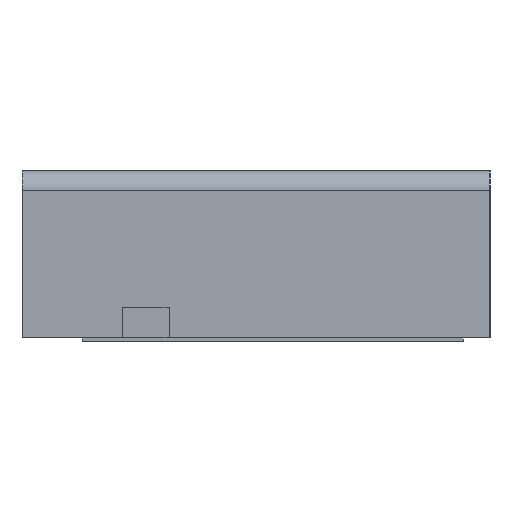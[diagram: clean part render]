
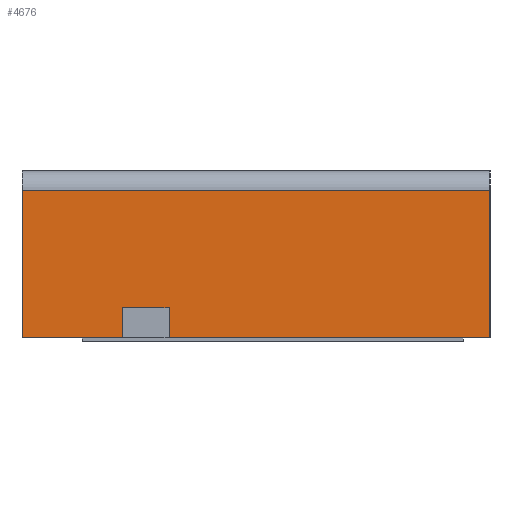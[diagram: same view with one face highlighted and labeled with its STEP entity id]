
A CAD part, left-side view. The second image highlights one B-rep face of the part: STEP entity #4676.
In plain terms, the highlighted planar face has unit normal (-1, 0, 0).
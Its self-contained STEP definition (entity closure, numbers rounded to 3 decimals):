
#538=FACE_OUTER_BOUND('',#803,.T.);
#803=EDGE_LOOP('',(#3280,#3281,#3282,#3283,#3284,#3285,#3286,#3287));
#1037=LINE('',#5779,#1447);
#1135=LINE('',#6032,#1545);
#1139=LINE('',#6040,#1549);
#1142=LINE('',#6046,#1552);
#1146=LINE('',#6053,#1556);
#1147=LINE('',#6055,#1557);
#1148=LINE('',#6057,#1558);
#1149=LINE('',#6058,#1559);
#1447=VECTOR('',#5071,10.);
#1545=VECTOR('',#5283,10.);
#1549=VECTOR('',#5289,10.);
#1552=VECTOR('',#5294,10.);
#1556=VECTOR('',#5302,10.);
#1557=VECTOR('',#5303,10.);
#1558=VECTOR('',#5304,10.);
#1559=VECTOR('',#5305,10.);
#1857=VERTEX_POINT('',#5777);
#1858=VERTEX_POINT('',#5778);
#1937=VERTEX_POINT('',#6030);
#1938=VERTEX_POINT('',#6031);
#1941=VERTEX_POINT('',#6039);
#1943=VERTEX_POINT('',#6045);
#1945=VERTEX_POINT('',#6054);
#1946=VERTEX_POINT('',#6056);
#2335=EDGE_CURVE('',#1857,#1858,#1037,.T.);
#2452=EDGE_CURVE('',#1937,#1938,#1135,.T.);
#2456=EDGE_CURVE('',#1941,#1937,#1139,.T.);
#2459=EDGE_CURVE('',#1943,#1941,#1142,.T.);
#2463=EDGE_CURVE('',#1938,#1858,#1146,.T.);
#2464=EDGE_CURVE('',#1857,#1945,#1147,.T.);
#2465=EDGE_CURVE('',#1946,#1945,#1148,.T.);
#2466=EDGE_CURVE('',#1946,#1943,#1149,.T.);
#3280=ORIENTED_EDGE('',*,*,#2459,.T.);
#3281=ORIENTED_EDGE('',*,*,#2456,.T.);
#3282=ORIENTED_EDGE('',*,*,#2452,.T.);
#3283=ORIENTED_EDGE('',*,*,#2463,.T.);
#3284=ORIENTED_EDGE('',*,*,#2335,.F.);
#3285=ORIENTED_EDGE('',*,*,#2464,.T.);
#3286=ORIENTED_EDGE('',*,*,#2465,.F.);
#3287=ORIENTED_EDGE('',*,*,#2466,.T.);
#4498=PLANE('',#4965);
#4676=ADVANCED_FACE('',(#538),#4498,.T.);
#4965=AXIS2_PLACEMENT_3D('',#6052,#5300,#5301);
#5071=DIRECTION('',(0.,0.,-1.));
#5283=DIRECTION('',(0.,0.,-1.));
#5289=DIRECTION('',(0.,-1.,0.));
#5294=DIRECTION('',(0.,0.,1.));
#5300=DIRECTION('center_axis',(-1.,0.,0.));
#5301=DIRECTION('ref_axis',(0.,0.,1.));
#5302=DIRECTION('',(0.,-1.,0.));
#5303=DIRECTION('',(0.,1.,0.));
#5304=DIRECTION('',(0.,0.,1.));
#5305=DIRECTION('',(0.,-1.,0.));
#5777=CARTESIAN_POINT('',(-7.5,-3.5,2.25));
#5778=CARTESIAN_POINT('',(-7.5,-3.5,0.05));
#5779=CARTESIAN_POINT('',(-7.5,-3.5,0.05));
#6030=CARTESIAN_POINT('',(-7.5,1.3,0.5));
#6031=CARTESIAN_POINT('',(-7.5,1.3,0.05));
#6032=CARTESIAN_POINT('',(-7.5,1.3,0.275));
#6039=CARTESIAN_POINT('',(-7.5,2.,0.5));
#6040=CARTESIAN_POINT('',(-7.5,1.,0.5));
#6045=CARTESIAN_POINT('',(-7.5,2.,0.05));
#6046=CARTESIAN_POINT('',(-7.5,2.,0.05));
#6052=CARTESIAN_POINT('Origin',(-7.5,0.,0.05));
#6053=CARTESIAN_POINT('',(-7.5,0.,0.05));
#6054=CARTESIAN_POINT('',(-7.5,3.5,2.25));
#6055=CARTESIAN_POINT('',(-7.5,0.,2.25));
#6056=CARTESIAN_POINT('',(-7.5,3.5,0.05));
#6057=CARTESIAN_POINT('',(-7.5,3.5,0.05));
#6058=CARTESIAN_POINT('',(-7.5,0.,0.05));
